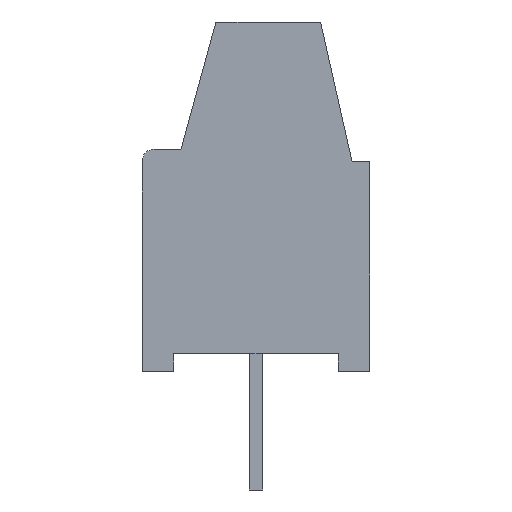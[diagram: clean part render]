
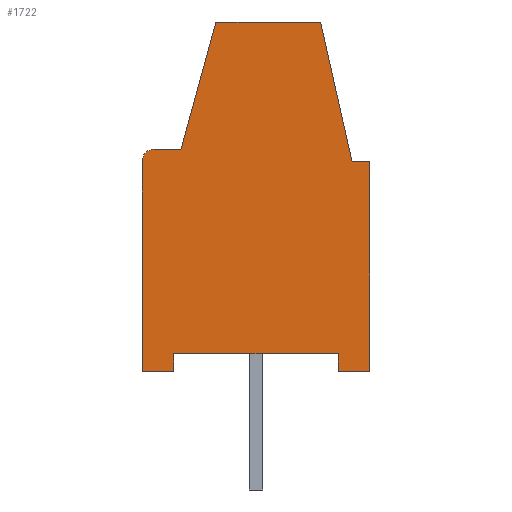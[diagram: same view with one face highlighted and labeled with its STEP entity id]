
A CAD part, left-side view. The second image highlights one B-rep face of the part: STEP entity #1722.
In plain terms, the highlighted planar face has unit normal (-1, 0, 0).
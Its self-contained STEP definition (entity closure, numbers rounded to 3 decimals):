
#441=DIRECTION('',(0.,0.264,-0.964));
#442=VECTOR('',#441,3.785);
#443=CARTESIAN_POINT('',(-2.77,1.15,0.));
#444=LINE('',#443,#442);
#445=DIRECTION('',(0.,1.,0.));
#446=VECTOR('',#445,3.);
#447=CARTESIAN_POINT('',(-2.77,-1.85,0.));
#448=LINE('',#447,#446);
#449=DIRECTION('',(0.,0.22,0.976));
#450=VECTOR('',#449,4.1);
#451=CARTESIAN_POINT('',(-2.77,-2.75,-4.));
#452=LINE('',#451,#450);
#453=DIRECTION('',(0.,1.,0.));
#454=VECTOR('',#453,0.5);
#455=CARTESIAN_POINT('',(-2.77,-3.25,-4.));
#456=LINE('',#455,#454);
#457=DIRECTION('',(0.,0.,1.));
#458=VECTOR('',#457,6.);
#459=CARTESIAN_POINT('',(-2.77,-3.25,-10.));
#460=LINE('',#459,#458);
#461=DIRECTION('',(0.,-1.,0.));
#462=VECTOR('',#461,0.9);
#463=CARTESIAN_POINT('',(-2.77,-2.35,-10.));
#464=LINE('',#463,#462);
#465=DIRECTION('',(0.,0.,-1.));
#466=VECTOR('',#465,0.5);
#467=CARTESIAN_POINT('',(-2.77,-2.35,-9.5));
#468=LINE('',#467,#466);
#469=DIRECTION('',(0.,-1.,0.));
#470=VECTOR('',#469,4.7);
#471=CARTESIAN_POINT('',(-2.77,2.35,-9.5));
#472=LINE('',#471,#470);
#473=DIRECTION('',(0.,0.,1.));
#474=VECTOR('',#473,0.5);
#475=CARTESIAN_POINT('',(-2.77,2.35,-10.));
#476=LINE('',#475,#474);
#477=DIRECTION('',(0.,-1.,0.));
#478=VECTOR('',#477,0.9);
#479=CARTESIAN_POINT('',(-2.77,3.25,-10.));
#480=LINE('',#479,#478);
#481=DIRECTION('',(0.,0.,-1.));
#482=VECTOR('',#481,6.05);
#483=CARTESIAN_POINT('',(-2.77,3.25,-3.95));
#484=LINE('',#483,#482);
#485=CARTESIAN_POINT('',(-2.77,2.95,-3.95));
#486=DIRECTION('',(-1.,0.,0.));
#487=DIRECTION('',(0.,0.,1.));
#488=AXIS2_PLACEMENT_3D('',#485,#486,#487);
#490=DIRECTION('',(0.,1.,0.));
#491=VECTOR('',#490,0.8);
#492=CARTESIAN_POINT('',(-2.77,2.15,-3.65));
#493=LINE('',#492,#491);
#932=CARTESIAN_POINT('',(-2.77,1.15,0.));
#933=CARTESIAN_POINT('',(-2.77,2.15,-3.65));
#934=VERTEX_POINT('',#932);
#935=VERTEX_POINT('',#933);
#936=CARTESIAN_POINT('',(-2.77,2.95,-3.65));
#937=VERTEX_POINT('',#936);
#938=CARTESIAN_POINT('',(-2.77,3.25,-3.95));
#939=CARTESIAN_POINT('',(-2.77,3.25,-10.));
#940=VERTEX_POINT('',#938);
#941=VERTEX_POINT('',#939);
#942=CARTESIAN_POINT('',(-2.77,2.35,-10.));
#943=VERTEX_POINT('',#942);
#944=CARTESIAN_POINT('',(-2.77,2.35,-9.5));
#945=VERTEX_POINT('',#944);
#946=CARTESIAN_POINT('',(-2.77,-2.35,-9.5));
#947=VERTEX_POINT('',#946);
#948=CARTESIAN_POINT('',(-2.77,-2.35,-10.));
#949=VERTEX_POINT('',#948);
#950=CARTESIAN_POINT('',(-2.77,-3.25,-10.));
#951=VERTEX_POINT('',#950);
#952=CARTESIAN_POINT('',(-2.77,-3.25,-4.));
#953=VERTEX_POINT('',#952);
#954=CARTESIAN_POINT('',(-2.77,-2.75,-4.));
#955=VERTEX_POINT('',#954);
#956=CARTESIAN_POINT('',(-2.77,-1.85,0.));
#957=VERTEX_POINT('',#956);
#1697=CARTESIAN_POINT('',(-2.77,0.,0.));
#1698=DIRECTION('',(-1.,0.,0.));
#1699=DIRECTION('',(0.,-1.,0.));
#1700=AXIS2_PLACEMENT_3D('',#1697,#1698,#1699);
#1701=PLANE('',#1700);
#1702=ORIENTED_EDGE('',*,*,#1220,.F.);
#1704=ORIENTED_EDGE('',*,*,#1703,.F.);
#1706=ORIENTED_EDGE('',*,*,#1705,.F.);
#1708=ORIENTED_EDGE('',*,*,#1707,.F.);
#1709=ORIENTED_EDGE('',*,*,#1454,.F.);
#1710=ORIENTED_EDGE('',*,*,#1437,.F.);
#1711=ORIENTED_EDGE('',*,*,#1409,.F.);
#1712=ORIENTED_EDGE('',*,*,#1363,.F.);
#1713=ORIENTED_EDGE('',*,*,#1691,.F.);
#1714=ORIENTED_EDGE('',*,*,#1665,.F.);
#1715=ORIENTED_EDGE('',*,*,#1298,.F.);
#1717=ORIENTED_EDGE('',*,*,#1716,.F.);
#1719=ORIENTED_EDGE('',*,*,#1718,.F.);
#1720=EDGE_LOOP('',(#1702,#1704,#1706,#1708,#1709,#1710,#1711,#1712,#1713,#1714,
#1715,#1717,#1719));
#1721=FACE_OUTER_BOUND('',#1720,.F.);
#1722=ADVANCED_FACE('',(#1721),#1701,.T.);
#489=CIRCLE('',#488,0.3);
#1220=EDGE_CURVE('',#934,#935,#444,.T.);
#1298=EDGE_CURVE('',#940,#941,#484,.T.);
#1363=EDGE_CURVE('',#945,#947,#472,.T.);
#1409=EDGE_CURVE('',#947,#949,#468,.T.);
#1437=EDGE_CURVE('',#949,#951,#464,.T.);
#1454=EDGE_CURVE('',#951,#953,#460,.T.);
#1665=EDGE_CURVE('',#941,#943,#480,.T.);
#1691=EDGE_CURVE('',#943,#945,#476,.T.);
#1703=EDGE_CURVE('',#957,#934,#448,.T.);
#1705=EDGE_CURVE('',#955,#957,#452,.T.);
#1707=EDGE_CURVE('',#953,#955,#456,.T.);
#1716=EDGE_CURVE('',#937,#940,#489,.T.);
#1718=EDGE_CURVE('',#935,#937,#493,.T.);
